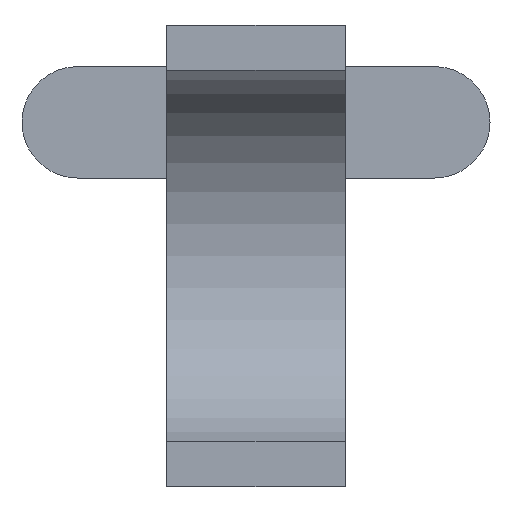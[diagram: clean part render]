
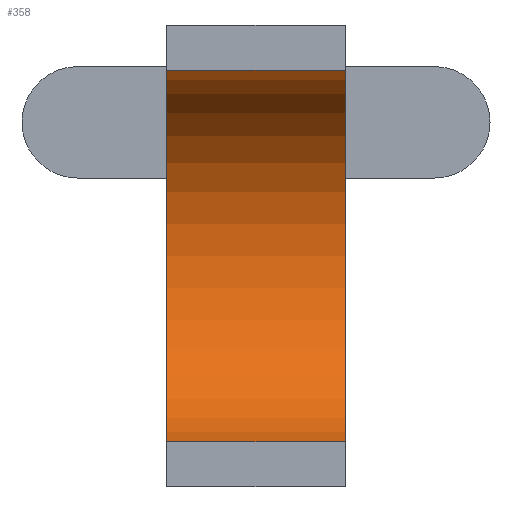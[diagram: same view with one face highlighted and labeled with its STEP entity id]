
A CAD part, front view. The second image highlights one B-rep face of the part: STEP entity #358.
In plain terms, the highlighted cylindrical face has radius 8.5 mm (diameter 17 mm), a partial arc.
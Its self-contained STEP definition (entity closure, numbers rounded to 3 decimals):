
#75=CARTESIAN_POINT('',(4.,-10.7,-6.));
#76=DIRECTION('',(-1.,0.,0.));
#77=DIRECTION('',(0.,0.2,0.98));
#78=AXIS2_PLACEMENT_3D('',#75,#76,#77);
#80=DIRECTION('',(1.,0.,0.));
#81=VECTOR('',#80,8.);
#82=CARTESIAN_POINT('',(-4.,-9.,-14.328));
#83=LINE('',#82,#81);
#84=CARTESIAN_POINT('',(-4.,-10.7,-6.));
#85=DIRECTION('',(1.,0.,0.));
#86=DIRECTION('',(0.,0.2,-0.98));
#87=AXIS2_PLACEMENT_3D('',#84,#85,#86);
#89=DIRECTION('',(1.,0.,0.));
#90=VECTOR('',#89,8.);
#91=CARTESIAN_POINT('',(-4.,-9.,2.328));
#92=LINE('',#91,#90);
#190=CARTESIAN_POINT('',(-4.,-9.,-14.328));
#192=VERTEX_POINT('',#190);
#193=CARTESIAN_POINT('',(-4.,-9.,2.328));
#195=VERTEX_POINT('',#193);
#198=CARTESIAN_POINT('',(4.,-9.,-14.328));
#200=VERTEX_POINT('',#198);
#201=CARTESIAN_POINT('',(4.,-9.,2.328));
#203=VERTEX_POINT('',#201);
#346=CARTESIAN_POINT('',(4.,-10.7,-6.));
#347=DIRECTION('',(1.,0.,0.));
#348=DIRECTION('',(0.,0.,-1.));
#349=AXIS2_PLACEMENT_3D('',#346,#347,#348);
#350=CYLINDRICAL_SURFACE('',#349,8.5);
#352=ORIENTED_EDGE('',*,*,#351,.T.);
#353=ORIENTED_EDGE('',*,*,#324,.F.);
#354=ORIENTED_EDGE('',*,*,#266,.T.);
#355=ORIENTED_EDGE('',*,*,#341,.T.);
#356=EDGE_LOOP('',(#352,#353,#354,#355));
#357=FACE_OUTER_BOUND('',#356,.F.);
#358=ADVANCED_FACE('',(#357),#350,.F.);
#79=CIRCLE('',#78,8.5);
#88=CIRCLE('',#87,8.5);
#266=EDGE_CURVE('',#192,#195,#88,.T.);
#324=EDGE_CURVE('',#192,#200,#83,.T.);
#341=EDGE_CURVE('',#195,#203,#92,.T.);
#351=EDGE_CURVE('',#203,#200,#79,.T.);
